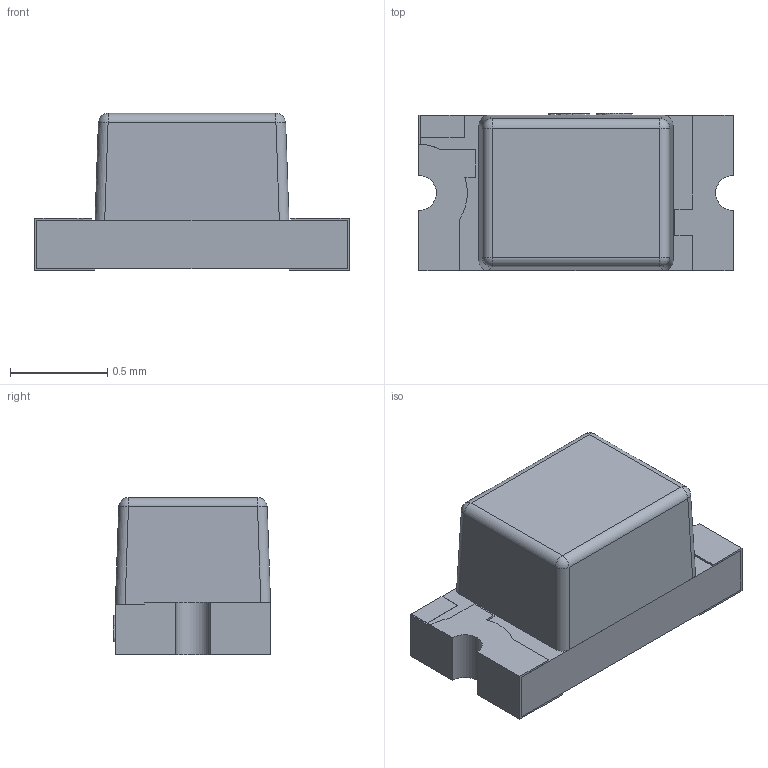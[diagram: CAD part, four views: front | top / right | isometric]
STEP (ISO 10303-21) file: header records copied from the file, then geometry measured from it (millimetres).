
FILE_DESCRIPTION(/* description */ ('Designed by EasyEDA Pro'),/* implementation_level */ '2;1');
FILE_NAME(/* name */ 'LED_0603_ICEBLUE.step',/* time_stamp */ '2025-04-05T15:15:25+08:00',/* author */ (''),/* organization */ (''),/* preprocessor_version */ 'ST-DEVELOPER v20.1',/* originating_system */ 'Autodesk Translation Framework v14.4.0.0',/* authorisation */ '');
FILE_SCHEMA (('AUTOMOTIVE_DESIGN { 1 0 10303 214 3 1 1 }'));
Length unit declared in the file: millimetre
Products named in the file (4): Dm0k-PCBModel; Dm0k-Board; Dm0k-LED1-LED0603-R-RD_WHITE; COMPOUND
Assembly tree (3 placements, depth 3):
  Dm0k-PCBModel
    Dm0k-Board
    Dm0k-LED1-LED0603-R-RD_WHITE
      COMPOUND
Bounding box: 1.62 x 0.81 x 0.81 mm (x, y, z)
Volume: 0.8 mm3; surface area: 10 mm2
Topology: 4 solids, 4 shells, 361 faces, 966 edges, 637 vertices
Faces by surface type: plane 229, bspline 112, cylinder 16, sphere 4
Entity records: 12898 total; most frequent: CARTESIAN_POINT 3907, ORIENTED_EDGE 1924, DIRECTION 1447, EDGE_CURVE 962, LINE 705, VECTOR 705, VERTEX_POINT 637, EDGE_LOOP 389
